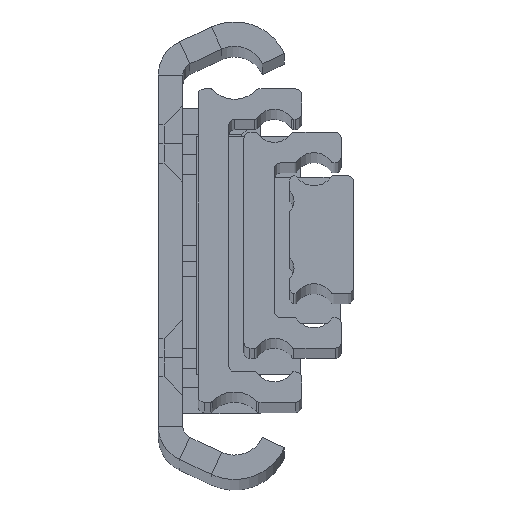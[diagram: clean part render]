
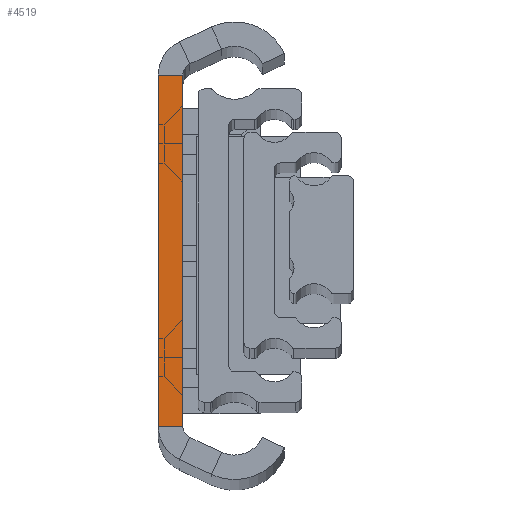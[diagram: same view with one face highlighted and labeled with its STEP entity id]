
A CAD part, top view. The second image highlights one B-rep face of the part: STEP entity #4519.
In plain terms, the highlighted planar face has unit normal (0, 0, 1).
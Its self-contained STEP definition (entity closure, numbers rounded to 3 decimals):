
#135 = VECTOR ( 'NONE', #796, 1000. ) ;
#229 = LINE ( 'NONE', #2403, #3856 ) ;
#402 = LINE ( 'NONE', #2553, #135 ) ;
#796 = DIRECTION ( 'NONE',  ( -1., 0., 0. ) ) ;
#905 = ORIENTED_EDGE ( 'NONE', *, *, #4281, .F. ) ;
#1288 = VECTOR ( 'NONE', #1437, 1000. ) ;
#1290 = VERTEX_POINT ( 'NONE', #2384 ) ;
#1437 = DIRECTION ( 'NONE',  ( -1., 0., 0. ) ) ;
#1750 = AXIS2_PLACEMENT_3D ( 'NONE', #2528, #4595, #2013 ) ;
#1879 = DIRECTION ( 'NONE',  ( 0., -1., 0. ) ) ;
#1921 = CARTESIAN_POINT ( 'NONE',  ( 0., -28.779, 0. ) ) ;
#1948 = FACE_OUTER_BOUND ( 'NONE', #4418, .T. ) ;
#2013 = DIRECTION ( 'NONE',  ( 0., -1., 0. ) ) ;
#2384 = CARTESIAN_POINT ( 'NONE',  ( 4., -28.779, 0. ) ) ;
#2403 = CARTESIAN_POINT ( 'NONE',  ( 0., 28.779, 0. ) ) ;
#2468 = CARTESIAN_POINT ( 'NONE',  ( 4., 28.779, 0. ) ) ;
#2525 = LINE ( 'NONE', #6877, #1288 ) ;
#2528 = CARTESIAN_POINT ( 'NONE',  ( 0., 28.779, 0. ) ) ;
#2553 = CARTESIAN_POINT ( 'NONE',  ( 0., 28.779, 0. ) ) ;
#2641 = ORIENTED_EDGE ( 'NONE', *, *, #6484, .T. ) ;
#2995 = PLANE ( 'NONE',  #1750 ) ;
#3069 = LINE ( 'NONE', #2468, #6708 ) ;
#3292 = VERTEX_POINT ( 'NONE', #4592 ) ;
#3575 = EDGE_CURVE ( 'NONE', #1290, #5676, #2525, .T. ) ;
#3634 = ORIENTED_EDGE ( 'NONE', *, *, #3575, .F. ) ;
#3856 = VECTOR ( 'NONE', #6116, 1000. ) ;
#4281 = EDGE_CURVE ( 'NONE', #4450, #1290, #3069, .T. ) ;
#4418 = EDGE_LOOP ( 'NONE', ( #3634, #905, #4584, #2641 ) ) ;
#4450 = VERTEX_POINT ( 'NONE', #6271 ) ;
#4519 = ADVANCED_FACE ( 'NONE', ( #1948 ), #2995, .F. ) ;
#4584 = ORIENTED_EDGE ( 'NONE', *, *, #6223, .T. ) ;
#4592 = CARTESIAN_POINT ( 'NONE',  ( 0., 28.779, 0. ) ) ;
#4595 = DIRECTION ( 'NONE',  ( 0., 0., -1. ) ) ;
#5676 = VERTEX_POINT ( 'NONE', #1921 ) ;
#6116 = DIRECTION ( 'NONE',  ( 0., -1., 0. ) ) ;
#6223 = EDGE_CURVE ( 'NONE', #4450, #3292, #402, .T. ) ;
#6271 = CARTESIAN_POINT ( 'NONE',  ( 4., 28.779, 0. ) ) ;
#6484 = EDGE_CURVE ( 'NONE', #3292, #5676, #229, .T. ) ;
#6708 = VECTOR ( 'NONE', #1879, 1000. ) ;
#6877 = CARTESIAN_POINT ( 'NONE',  ( 0., -28.779, 0. ) ) ;
